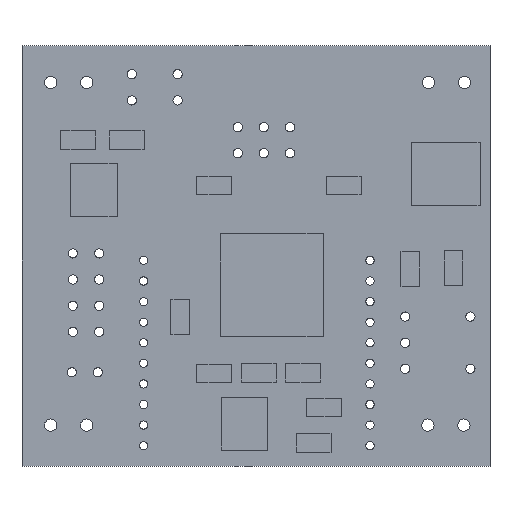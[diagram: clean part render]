
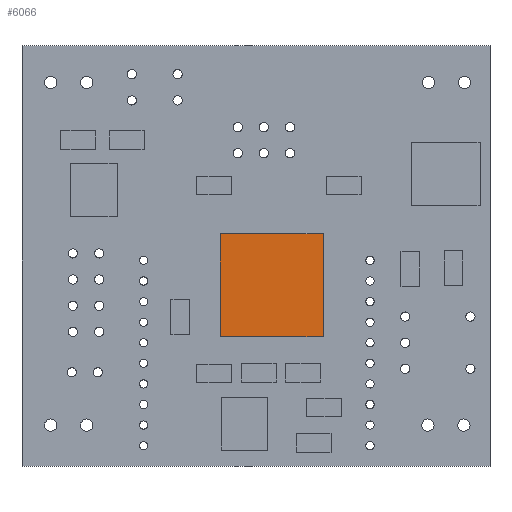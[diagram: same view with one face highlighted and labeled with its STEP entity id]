
A CAD part, top view. The second image highlights one B-rep face of the part: STEP entity #6066.
In plain terms, the highlighted planar face has unit normal (0, 0, 1).
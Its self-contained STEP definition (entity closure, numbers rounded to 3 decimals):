
#5752 = VERTEX_POINT('',#5753);
#5753 = CARTESIAN_POINT('',(-5.,5.,1.2));
#5760 = PLANE('',#5761);
#5761 = AXIS2_PLACEMENT_3D('',#5762,#5763,#5764);
#5762 = CARTESIAN_POINT('',(-5.,5.,0.));
#5763 = DIRECTION('',(1.,0.,0.));
#5764 = DIRECTION('',(0.,-1.,0.));
#5772 = PLANE('',#5773);
#5773 = AXIS2_PLACEMENT_3D('',#5774,#5775,#5776);
#5774 = CARTESIAN_POINT('',(5.,5.,0.));
#5775 = DIRECTION('',(0.,-1.,0.));
#5776 = DIRECTION('',(-1.,0.,0.));
#5784 = EDGE_CURVE('',#5752,#5785,#5787,.T.);
#5785 = VERTEX_POINT('',#5786);
#5786 = CARTESIAN_POINT('',(-5.,-5.,1.2));
#5787 = SURFACE_CURVE('',#5788,(#5792,#5799),.PCURVE_S1.);
#5788 = LINE('',#5789,#5790);
#5789 = CARTESIAN_POINT('',(-5.,5.,1.2));
#5790 = VECTOR('',#5791,1.);
#5791 = DIRECTION('',(0.,-1.,0.));
#5792 = PCURVE('',#5760,#5793);
#5793 = DEFINITIONAL_REPRESENTATION('',(#5794),#5798);
#5794 = LINE('',#5795,#5796);
#5795 = CARTESIAN_POINT('',(0.,-1.2));
#5796 = VECTOR('',#5797,1.);
#5797 = DIRECTION('',(1.,0.));
#5798 = ( GEOMETRIC_REPRESENTATION_CONTEXT(2) 
PARAMETRIC_REPRESENTATION_CONTEXT() REPRESENTATION_CONTEXT('2D SPACE',''
  ) );
#5799 = PCURVE('',#5800,#5805);
#5800 = PLANE('',#5801);
#5801 = AXIS2_PLACEMENT_3D('',#5802,#5803,#5804);
#5802 = CARTESIAN_POINT('',(-5.,5.,1.2));
#5803 = DIRECTION('',(0.,0.,-1.));
#5804 = DIRECTION('',(-1.,0.,0.));
#5805 = DEFINITIONAL_REPRESENTATION('',(#5806),#5810);
#5806 = LINE('',#5807,#5808);
#5807 = CARTESIAN_POINT('',(0.,0.));
#5808 = VECTOR('',#5809,1.);
#5809 = DIRECTION('',(0.,-1.));
#5810 = ( GEOMETRIC_REPRESENTATION_CONTEXT(2) 
PARAMETRIC_REPRESENTATION_CONTEXT() REPRESENTATION_CONTEXT('2D SPACE',''
  ) );
#5828 = PLANE('',#5829);
#5829 = AXIS2_PLACEMENT_3D('',#5830,#5831,#5832);
#5830 = CARTESIAN_POINT('',(-5.,-5.,0.));
#5831 = DIRECTION('',(0.,1.,0.));
#5832 = DIRECTION('',(1.,0.,0.));
#5870 = EDGE_CURVE('',#5785,#5871,#5873,.T.);
#5871 = VERTEX_POINT('',#5872);
#5872 = CARTESIAN_POINT('',(5.,-5.,1.2));
#5873 = SURFACE_CURVE('',#5874,(#5878,#5885),.PCURVE_S1.);
#5874 = LINE('',#5875,#5876);
#5875 = CARTESIAN_POINT('',(-5.,-5.,1.2));
#5876 = VECTOR('',#5877,1.);
#5877 = DIRECTION('',(1.,0.,0.));
#5878 = PCURVE('',#5828,#5879);
#5879 = DEFINITIONAL_REPRESENTATION('',(#5880),#5884);
#5880 = LINE('',#5881,#5882);
#5881 = CARTESIAN_POINT('',(0.,-1.2));
#5882 = VECTOR('',#5883,1.);
#5883 = DIRECTION('',(1.,0.));
#5884 = ( GEOMETRIC_REPRESENTATION_CONTEXT(2) 
PARAMETRIC_REPRESENTATION_CONTEXT() REPRESENTATION_CONTEXT('2D SPACE',''
  ) );
#5885 = PCURVE('',#5800,#5886);
#5886 = DEFINITIONAL_REPRESENTATION('',(#5887),#5891);
#5887 = LINE('',#5888,#5889);
#5888 = CARTESIAN_POINT('',(0.,-10.));
#5889 = VECTOR('',#5890,1.);
#5890 = DIRECTION('',(-1.,0.));
#5891 = ( GEOMETRIC_REPRESENTATION_CONTEXT(2) 
PARAMETRIC_REPRESENTATION_CONTEXT() REPRESENTATION_CONTEXT('2D SPACE',''
  ) );
#5909 = PLANE('',#5910);
#5910 = AXIS2_PLACEMENT_3D('',#5911,#5912,#5913);
#5911 = CARTESIAN_POINT('',(5.,-5.,0.));
#5912 = DIRECTION('',(-1.,0.,0.));
#5913 = DIRECTION('',(0.,1.,0.));
#5946 = EDGE_CURVE('',#5871,#5947,#5949,.T.);
#5947 = VERTEX_POINT('',#5948);
#5948 = CARTESIAN_POINT('',(5.,5.,1.2));
#5949 = SURFACE_CURVE('',#5950,(#5954,#5961),.PCURVE_S1.);
#5950 = LINE('',#5951,#5952);
#5951 = CARTESIAN_POINT('',(5.,-5.,1.2));
#5952 = VECTOR('',#5953,1.);
#5953 = DIRECTION('',(0.,1.,0.));
#5954 = PCURVE('',#5909,#5955);
#5955 = DEFINITIONAL_REPRESENTATION('',(#5956),#5960);
#5956 = LINE('',#5957,#5958);
#5957 = CARTESIAN_POINT('',(0.,-1.2));
#5958 = VECTOR('',#5959,1.);
#5959 = DIRECTION('',(1.,0.));
#5960 = ( GEOMETRIC_REPRESENTATION_CONTEXT(2) 
PARAMETRIC_REPRESENTATION_CONTEXT() REPRESENTATION_CONTEXT('2D SPACE',''
  ) );
#5961 = PCURVE('',#5800,#5962);
#5962 = DEFINITIONAL_REPRESENTATION('',(#5963),#5967);
#5963 = LINE('',#5964,#5965);
#5964 = CARTESIAN_POINT('',(-10.,-10.));
#5965 = VECTOR('',#5966,1.);
#5966 = DIRECTION('',(0.,1.));
#5967 = ( GEOMETRIC_REPRESENTATION_CONTEXT(2) 
PARAMETRIC_REPRESENTATION_CONTEXT() REPRESENTATION_CONTEXT('2D SPACE',''
  ) );
#6017 = EDGE_CURVE('',#5947,#5752,#6018,.T.);
#6018 = SURFACE_CURVE('',#6019,(#6023,#6030),.PCURVE_S1.);
#6019 = LINE('',#6020,#6021);
#6020 = CARTESIAN_POINT('',(5.,5.,1.2));
#6021 = VECTOR('',#6022,1.);
#6022 = DIRECTION('',(-1.,0.,0.));
#6023 = PCURVE('',#5772,#6024);
#6024 = DEFINITIONAL_REPRESENTATION('',(#6025),#6029);
#6025 = LINE('',#6026,#6027);
#6026 = CARTESIAN_POINT('',(0.,-1.2));
#6027 = VECTOR('',#6028,1.);
#6028 = DIRECTION('',(1.,0.));
#6029 = ( GEOMETRIC_REPRESENTATION_CONTEXT(2) 
PARAMETRIC_REPRESENTATION_CONTEXT() REPRESENTATION_CONTEXT('2D SPACE',''
  ) );
#6030 = PCURVE('',#5800,#6031);
#6031 = DEFINITIONAL_REPRESENTATION('',(#6032),#6036);
#6032 = LINE('',#6033,#6034);
#6033 = CARTESIAN_POINT('',(-10.,0.));
#6034 = VECTOR('',#6035,1.);
#6035 = DIRECTION('',(1.,0.));
#6036 = ( GEOMETRIC_REPRESENTATION_CONTEXT(2) 
PARAMETRIC_REPRESENTATION_CONTEXT() REPRESENTATION_CONTEXT('2D SPACE',''
  ) );
#6066 = ADVANCED_FACE('',(#6067),#5800,.F.);
#6067 = FACE_BOUND('',#6068,.T.);
#6068 = EDGE_LOOP('',(#6069,#6070,#6071,#6072));
#6069 = ORIENTED_EDGE('',*,*,#5784,.T.);
#6070 = ORIENTED_EDGE('',*,*,#5870,.T.);
#6071 = ORIENTED_EDGE('',*,*,#5946,.T.);
#6072 = ORIENTED_EDGE('',*,*,#6017,.T.);
